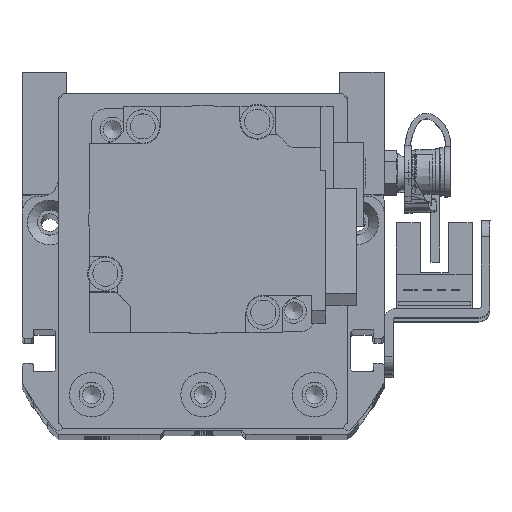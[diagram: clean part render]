
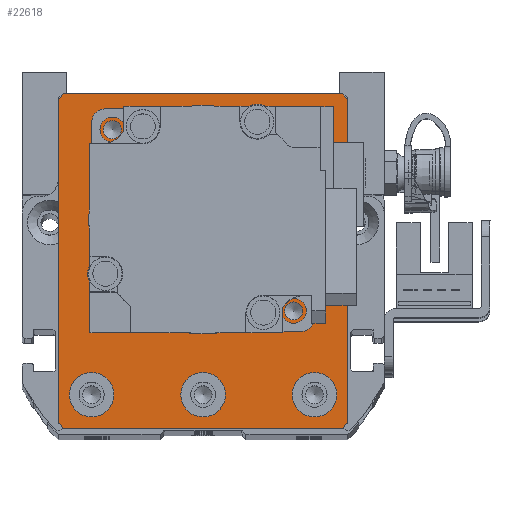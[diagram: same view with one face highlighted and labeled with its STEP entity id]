
A CAD part, top view. The second image highlights one B-rep face of the part: STEP entity #22618.
In plain terms, the highlighted planar face has unit normal (0, 0, 1).
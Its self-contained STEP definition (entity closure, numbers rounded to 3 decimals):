
#1289=FACE_BOUND('',#4989,.T.);
#1290=FACE_BOUND('',#4990,.T.);
#1291=FACE_BOUND('',#4991,.T.);
#1292=FACE_BOUND('',#4992,.T.);
#1293=FACE_BOUND('',#4993,.T.);
#1294=FACE_BOUND('',#4994,.T.);
#1295=FACE_BOUND('',#4995,.T.);
#1296=FACE_BOUND('',#4996,.T.);
#1811=PLANE('',#25237);
#3481=FACE_OUTER_BOUND('',#4988,.T.);
#4988=EDGE_LOOP('',(#20928,#20929,#20930,#20931,#20932,#20933,#20934,#20935));
#4989=EDGE_LOOP('',(#20936));
#4990=EDGE_LOOP('',(#20937));
#4991=EDGE_LOOP('',(#20938));
#4992=EDGE_LOOP('',(#20939));
#4993=EDGE_LOOP('',(#20940));
#4994=EDGE_LOOP('',(#20941));
#4995=EDGE_LOOP('',(#20942));
#4996=EDGE_LOOP('',(#20943));
#6742=LINE('',#39920,#8577);
#6748=LINE('',#39931,#8583);
#6755=LINE('',#39958,#8590);
#6758=LINE('',#39963,#8593);
#6759=LINE('',#39966,#8594);
#6762=LINE('',#39971,#8597);
#6763=LINE('',#39974,#8598);
#6785=LINE('',#40071,#8620);
#8577=VECTOR('',#31306,10.);
#8583=VECTOR('',#31314,10.);
#8590=VECTOR('',#31337,10.);
#8593=VECTOR('',#31342,10.);
#8594=VECTOR('',#31345,10.);
#8597=VECTOR('',#31350,10.);
#8598=VECTOR('',#31353,10.);
#8620=VECTOR('',#31469,10.);
#9802=CIRCLE('',#25200,4.);
#9805=CIRCLE('',#25206,4.);
#9808=CIRCLE('',#25212,4.);
#9810=CIRCLE('',#25217,1.621);
#9812=CIRCLE('',#25221,1.621);
#9814=CIRCLE('',#25225,1.621);
#9816=CIRCLE('',#25229,1.621);
#9819=CIRCLE('',#25235,15.);
#11756=VERTEX_POINT('',#39918);
#11757=VERTEX_POINT('',#39919);
#11761=VERTEX_POINT('',#39929);
#11773=VERTEX_POINT('',#39957);
#11774=VERTEX_POINT('',#39961);
#11775=VERTEX_POINT('',#39965);
#11776=VERTEX_POINT('',#39969);
#11777=VERTEX_POINT('',#39973);
#11784=VERTEX_POINT('',#39996);
#11787=VERTEX_POINT('',#40007);
#11790=VERTEX_POINT('',#40018);
#11793=VERTEX_POINT('',#40029);
#11796=VERTEX_POINT('',#40038);
#11799=VERTEX_POINT('',#40047);
#11802=VERTEX_POINT('',#40056);
#11805=VERTEX_POINT('',#40067);
#14804=EDGE_CURVE('',#11756,#11757,#6742,.T.);
#14810=EDGE_CURVE('',#11756,#11761,#6748,.T.);
#14823=EDGE_CURVE('',#11773,#11761,#6755,.T.);
#14826=EDGE_CURVE('',#11773,#11774,#6758,.T.);
#14827=EDGE_CURVE('',#11775,#11774,#6759,.T.);
#14830=EDGE_CURVE('',#11775,#11776,#6762,.T.);
#14831=EDGE_CURVE('',#11777,#11776,#6763,.T.);
#14841=EDGE_CURVE('',#11784,#11784,#9802,.T.);
#14846=EDGE_CURVE('',#11787,#11787,#9805,.T.);
#14851=EDGE_CURVE('',#11790,#11790,#9808,.T.);
#14856=EDGE_CURVE('',#11793,#11793,#9810,.T.);
#14860=EDGE_CURVE('',#11796,#11796,#9812,.T.);
#14864=EDGE_CURVE('',#11799,#11799,#9814,.T.);
#14868=EDGE_CURVE('',#11802,#11802,#9816,.T.);
#14874=EDGE_CURVE('',#11805,#11805,#9819,.T.);
#14875=EDGE_CURVE('',#11777,#11757,#6785,.T.);
#20928=ORIENTED_EDGE('',*,*,#14804,.F.);
#20929=ORIENTED_EDGE('',*,*,#14810,.T.);
#20930=ORIENTED_EDGE('',*,*,#14823,.F.);
#20931=ORIENTED_EDGE('',*,*,#14826,.T.);
#20932=ORIENTED_EDGE('',*,*,#14827,.F.);
#20933=ORIENTED_EDGE('',*,*,#14830,.T.);
#20934=ORIENTED_EDGE('',*,*,#14831,.F.);
#20935=ORIENTED_EDGE('',*,*,#14875,.T.);
#20936=ORIENTED_EDGE('',*,*,#14841,.T.);
#20937=ORIENTED_EDGE('',*,*,#14846,.T.);
#20938=ORIENTED_EDGE('',*,*,#14851,.T.);
#20939=ORIENTED_EDGE('',*,*,#14856,.T.);
#20940=ORIENTED_EDGE('',*,*,#14860,.T.);
#20941=ORIENTED_EDGE('',*,*,#14864,.T.);
#20942=ORIENTED_EDGE('',*,*,#14868,.T.);
#20943=ORIENTED_EDGE('',*,*,#14874,.T.);
#22618=ADVANCED_FACE('',(#3481,#1289,#1290,#1291,#1292,#1293,#1294,#1295,
#1296),#1811,.T.);
#25200=AXIS2_PLACEMENT_3D('',#39997,#31379,#31380);
#25206=AXIS2_PLACEMENT_3D('',#40008,#31393,#31394);
#25212=AXIS2_PLACEMENT_3D('',#40019,#31407,#31408);
#25217=AXIS2_PLACEMENT_3D('',#40030,#31420,#31421);
#25221=AXIS2_PLACEMENT_3D('',#40039,#31430,#31431);
#25225=AXIS2_PLACEMENT_3D('',#40048,#31440,#31441);
#25229=AXIS2_PLACEMENT_3D('',#40057,#31450,#31451);
#25235=AXIS2_PLACEMENT_3D('',#40069,#31465,#31466);
#25237=AXIS2_PLACEMENT_3D('',#40072,#31470,#31471);
#31306=DIRECTION('',(0.707,0.707,0.));
#31314=DIRECTION('',(0.,-1.,0.));
#31337=DIRECTION('',(-0.707,0.707,0.));
#31342=DIRECTION('',(1.,0.,0.));
#31345=DIRECTION('',(-0.707,-0.707,0.));
#31350=DIRECTION('',(0.,1.,0.));
#31353=DIRECTION('',(0.707,-0.707,0.));
#31379=DIRECTION('center_axis',(0.,0.,-1.));
#31380=DIRECTION('ref_axis',(1.,0.,0.));
#31393=DIRECTION('center_axis',(0.,0.,-1.));
#31394=DIRECTION('ref_axis',(1.,0.,0.));
#31407=DIRECTION('center_axis',(0.,0.,-1.));
#31408=DIRECTION('ref_axis',(1.,0.,0.));
#31420=DIRECTION('center_axis',(0.,0.,-1.));
#31421=DIRECTION('ref_axis',(1.,0.,0.));
#31430=DIRECTION('center_axis',(0.,0.,-1.));
#31431=DIRECTION('ref_axis',(1.,0.,0.));
#31440=DIRECTION('center_axis',(0.,0.,-1.));
#31441=DIRECTION('ref_axis',(1.,0.,0.));
#31450=DIRECTION('center_axis',(0.,0.,-1.));
#31451=DIRECTION('ref_axis',(1.,0.,0.));
#31465=DIRECTION('center_axis',(0.,0.,-1.));
#31466=DIRECTION('ref_axis',(-1.,0.,0.));
#31469=DIRECTION('',(-1.,0.,0.));
#31470=DIRECTION('center_axis',(0.,0.,1.));
#31471=DIRECTION('ref_axis',(1.,0.,0.));
#39918=CARTESIAN_POINT('',(-26.,29.,12.5));
#39919=CARTESIAN_POINT('',(-25.,30.,12.5));
#39920=CARTESIAN_POINT('',(-26.5,28.5,12.5));
#39929=CARTESIAN_POINT('',(-26.,-29.,12.5));
#39931=CARTESIAN_POINT('',(-26.,30.,12.5));
#39957=CARTESIAN_POINT('',(-25.,-30.,12.5));
#39958=CARTESIAN_POINT('',(-26.5,-28.5,12.5));
#39961=CARTESIAN_POINT('',(25.,-30.,12.5));
#39963=CARTESIAN_POINT('',(-26.,-30.,12.5));
#39965=CARTESIAN_POINT('',(26.,-29.,12.5));
#39966=CARTESIAN_POINT('',(26.5,-28.5,12.5));
#39969=CARTESIAN_POINT('',(26.,29.,12.5));
#39971=CARTESIAN_POINT('',(26.,-30.,12.5));
#39973=CARTESIAN_POINT('',(25.,30.,12.5));
#39974=CARTESIAN_POINT('',(26.5,28.5,12.5));
#39996=CARTESIAN_POINT('',(16.,-24.,12.5));
#39997=CARTESIAN_POINT('Origin',(20.,-24.,12.5));
#40007=CARTESIAN_POINT('',(-24.,-24.,12.5));
#40008=CARTESIAN_POINT('Origin',(-20.,-24.,12.5));
#40018=CARTESIAN_POINT('',(-4.,-24.,12.5));
#40019=CARTESIAN_POINT('Origin',(0.,-24.,12.5));
#40029=CARTESIAN_POINT('',(14.642,-8.963,12.5));
#40030=CARTESIAN_POINT('Origin',(16.263,-8.963,12.5));
#40038=CARTESIAN_POINT('',(-17.884,23.563,12.5));
#40039=CARTESIAN_POINT('Origin',(-16.263,23.563,12.5));
#40047=CARTESIAN_POINT('',(14.642,23.563,12.5));
#40048=CARTESIAN_POINT('Origin',(16.263,23.563,12.5));
#40056=CARTESIAN_POINT('',(-17.884,-8.963,12.5));
#40057=CARTESIAN_POINT('Origin',(-16.263,-8.963,12.5));
#40067=CARTESIAN_POINT('',(15.,7.3,12.5));
#40069=CARTESIAN_POINT('Origin',(0.,7.3,12.5));
#40071=CARTESIAN_POINT('',(26.,30.,12.5));
#40072=CARTESIAN_POINT('Origin',(0.,0.,12.5));
